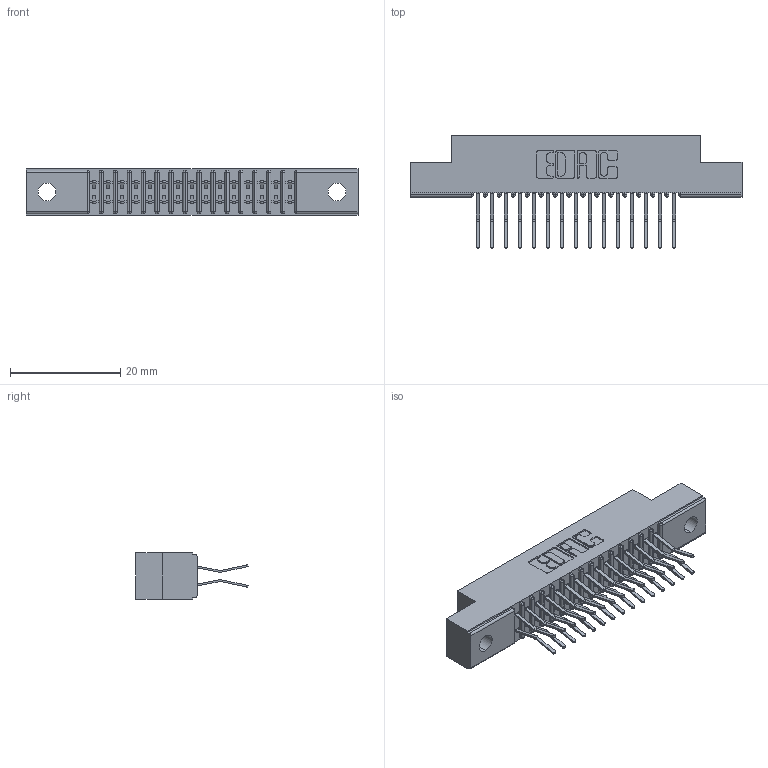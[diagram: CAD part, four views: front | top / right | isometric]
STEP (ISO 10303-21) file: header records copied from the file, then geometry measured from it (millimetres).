
FILE_DESCRIPTION (( 'STEP AP203' ), '1' );
FILE_NAME ('341-030-560-202.STEP', '2018-08-06T20:22:37', ( '' ), ( '' ), 'SwSTEP 2.0', 'SolidWorks 2016', '' );
FILE_SCHEMA (( 'CONFIG_CONTROL_DESIGN' ));
Length unit declared in the file: inch
Products named in the file (3): 341 Part_.128 (3.25) Dia Mounting Holes; 341-292-001_341-292-160; 341-030-560-202
Assembly tree (31 placements, depth 2):
  341-030-560-202
    341 Part_.128 (3.25) Dia Mounting Holes
    341-292-001_341-292-160  x30
Bounding box: 60.33 x 20.37 x 8.38 mm (x, y, z)
Volume: 3443.1 mm3; surface area: 6714.7 mm2
Topology: 31 solids, 31 shells, 2216 faces, 6421 edges, 4166 vertices
Faces by surface type: plane 1268, cylinder 888, sphere 32, torus 28
Entity records: 21892 total; most frequent: CARTESIAN_POINT 3641, ORIENTED_EDGE 3614, DIRECTION 3557, EDGE_CURVE 1807, LINE 1425, VECTOR 1425, VERTEX_POINT 1150, AXIS2_PLACEMENT_3D 1066
